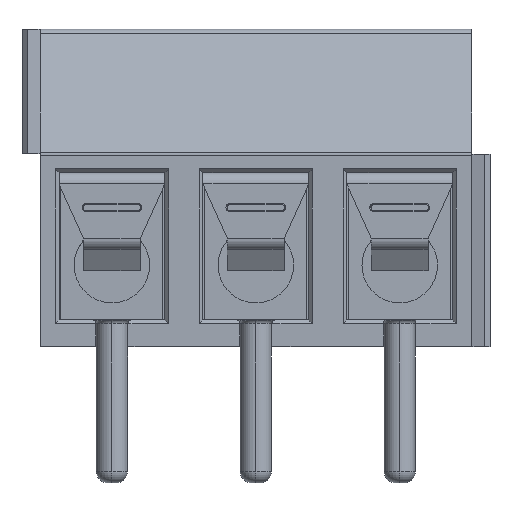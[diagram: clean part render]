
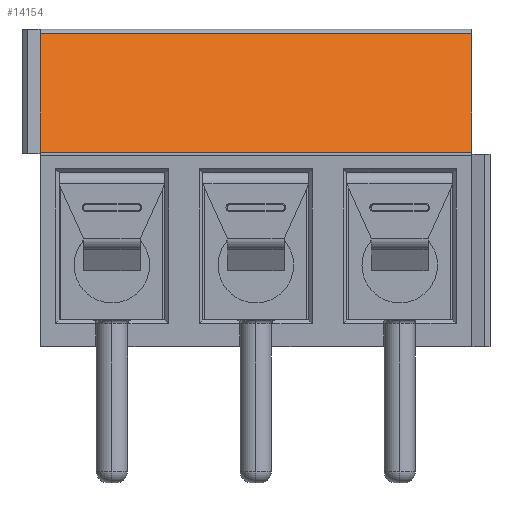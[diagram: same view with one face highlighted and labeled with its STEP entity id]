
A CAD part, top view. The second image highlights one B-rep face of the part: STEP entity #14154.
In plain terms, the highlighted planar face has unit normal (0, 0.407, 0.913).
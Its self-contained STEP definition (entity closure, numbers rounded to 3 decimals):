
#1381 = AXIS2_PLACEMENT_3D ( 'NONE', #15363, #21137, #3865 ) ;
#2154 = DIRECTION ( 'NONE',  ( 0., -0.914, 0.407 ) ) ;
#2594 = ORIENTED_EDGE ( 'NONE', *, *, #28645, .F. ) ;
#3019 = VERTEX_POINT ( 'NONE', #5711 ) ;
#3865 = DIRECTION ( 'NONE',  ( 0., 0.914, -0.407 ) ) ;
#4310 = ORIENTED_EDGE ( 'NONE', *, *, #36715, .T. ) ;
#5711 = CARTESIAN_POINT ( 'NONE',  ( 11.43, 4.081, 2.084 ) ) ;
#7262 = VECTOR ( 'NONE', #32333, 1000. ) ;
#11838 = EDGE_CURVE ( 'NONE', #21015, #31981, #19465, .T. ) ;
#11854 = VECTOR ( 'NONE', #2154, 1000. ) ;
#12483 = PLANE ( 'NONE',  #1381 ) ;
#13323 = ORIENTED_EDGE ( 'NONE', *, *, #16844, .T. ) ;
#14154 = ADVANCED_FACE ( 'NONE', ( #25809 ), #12483, .F. ) ;
#14159 = CARTESIAN_POINT ( 'NONE',  ( 11.43, 4.081, 2.084 ) ) ;
#15363 = CARTESIAN_POINT ( 'NONE',  ( 11.43, 4.2, 2.031 ) ) ;
#16844 = EDGE_CURVE ( 'NONE', #31981, #33658, #19191, .T. ) ;
#18546 = LINE ( 'NONE', #14159, #26282 ) ;
#19191 = LINE ( 'NONE', #31772, #33729 ) ;
#19465 = LINE ( 'NONE', #24758, #11854 ) ;
#21015 = VERTEX_POINT ( 'NONE', #26846 ) ;
#21137 = DIRECTION ( 'NONE',  ( 0., -0.407, -0.914 ) ) ;
#24758 = CARTESIAN_POINT ( 'NONE',  ( 0., 4.2, 2.031 ) ) ;
#25809 = FACE_OUTER_BOUND ( 'NONE', #30208, .T. ) ;
#26282 = VECTOR ( 'NONE', #31444, 1000. ) ;
#26500 = CARTESIAN_POINT ( 'NONE',  ( 11.43, 4.2, 2.031 ) ) ;
#26846 = CARTESIAN_POINT ( 'NONE',  ( 0., 4.081, 2.084 ) ) ;
#28645 = EDGE_CURVE ( 'NONE', #3019, #33658, #30300, .T. ) ;
#30208 = EDGE_LOOP ( 'NONE', ( #31778, #13323, #2594, #4310 ) ) ;
#30300 = LINE ( 'NONE', #26500, #7262 ) ;
#30458 = CARTESIAN_POINT ( 'NONE',  ( 0., 0.939, 3.483 ) ) ;
#31444 = DIRECTION ( 'NONE',  ( -1., 0., 0. ) ) ;
#31772 = CARTESIAN_POINT ( 'NONE',  ( 11.43, 0.939, 3.483 ) ) ;
#31778 = ORIENTED_EDGE ( 'NONE', *, *, #11838, .T. ) ;
#31981 = VERTEX_POINT ( 'NONE', #30458 ) ;
#32333 = DIRECTION ( 'NONE',  ( 0., -0.914, 0.407 ) ) ;
#33658 = VERTEX_POINT ( 'NONE', #37245 ) ;
#33729 = VECTOR ( 'NONE', #34697, 1000. ) ;
#34697 = DIRECTION ( 'NONE',  ( 1., 0., 0. ) ) ;
#36715 = EDGE_CURVE ( 'NONE', #3019, #21015, #18546, .T. ) ;
#37245 = CARTESIAN_POINT ( 'NONE',  ( 11.43, 0.939, 3.483 ) ) ;
